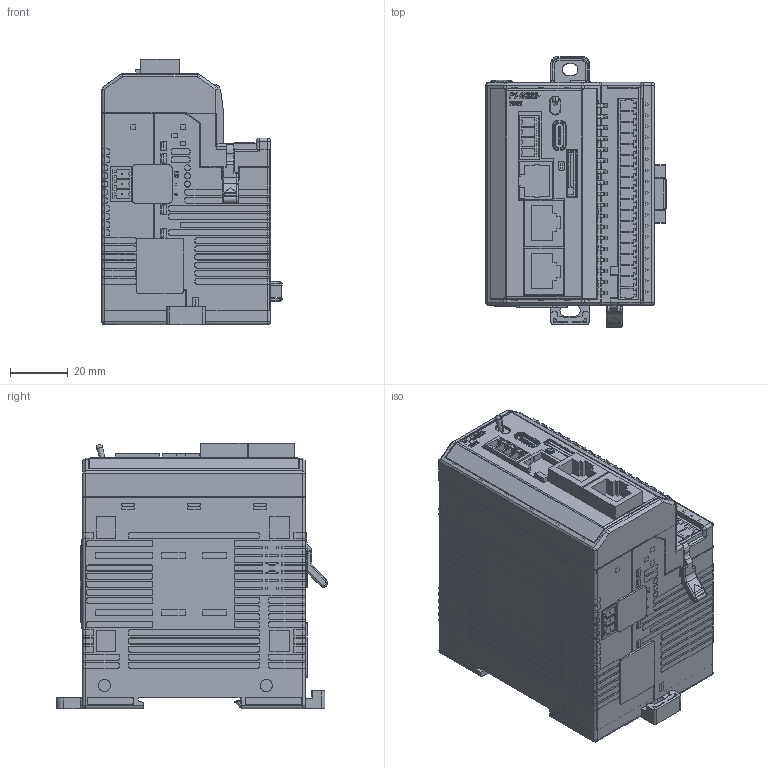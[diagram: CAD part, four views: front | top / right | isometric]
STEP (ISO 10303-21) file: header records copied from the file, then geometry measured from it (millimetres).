
FILE_DESCRIPTION (( 'STEP AP214' ), '1' );
FILE_NAME ('P1-M622-16DR.STEP', '2025-05-20T17:25:31', ( '' ), ( '' ), 'SwSTEP 2.0', 'SolidWorks 2024', '' );
FILE_SCHEMA (( 'AUTOMOTIVE_DESIGN' ));
Length unit declared in the file: inch
Products named in the file (1): P1-M622-16DR
Bounding box: 62.27 x 93.64 x 91.68 mm (x, y, z)
Volume: 35371.1 mm3; surface area: 76308.2 mm2
Topology: 12 solids, 16 shells, 3634 faces, 9523 edges, 6065 vertices
Faces by surface type: plane 2065, cylinder 886, bspline 647, cone 36
Entity records: 125613 total; most frequent: CARTESIAN_POINT 39720, ORIENTED_EDGE 18922, DIRECTION 16256, EDGE_CURVE 9461, VECTOR 6196, LINE 6196, VERTEX_POINT 6065, AXIS2_PLACEMENT_3D 5030
